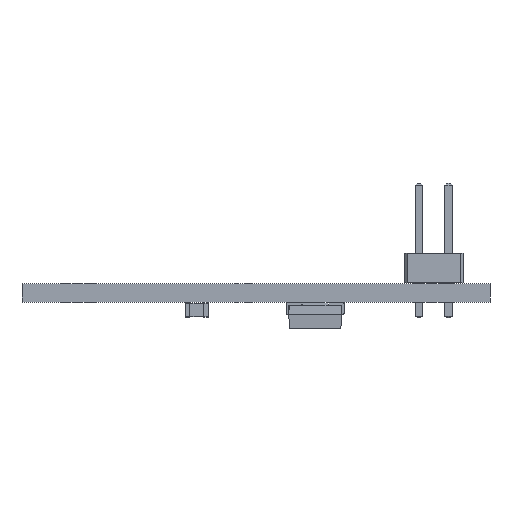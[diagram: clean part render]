
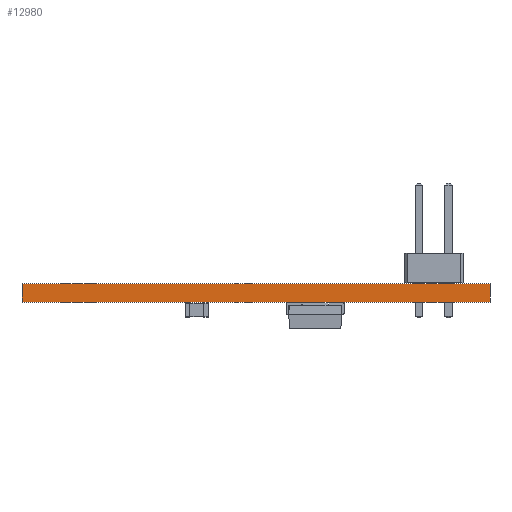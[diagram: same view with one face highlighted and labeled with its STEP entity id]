
A CAD part, front view. The second image highlights one B-rep face of the part: STEP entity #12980.
In plain terms, the highlighted planar face has unit normal (0, -1, 0).
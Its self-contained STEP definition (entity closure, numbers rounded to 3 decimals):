
#12980 = ADVANCED_FACE('',(#12981),#12995,.T.);
#12981 = FACE_BOUND('',#12982,.T.);
#12982 = EDGE_LOOP('',(#12983,#13018,#13046,#13074));
#12983 = ORIENTED_EDGE('',*,*,#12984,.T.);
#12984 = EDGE_CURVE('',#12985,#12987,#12989,.T.);
#12985 = VERTEX_POINT('',#12986);
#12986 = CARTESIAN_POINT('',(147.066,-116.586,0.));
#12987 = VERTEX_POINT('',#12988);
#12988 = CARTESIAN_POINT('',(147.066,-116.586,1.6));
#12989 = SURFACE_CURVE('',#12990,(#12994,#13006),.PCURVE_S1.);
#12990 = LINE('',#12991,#12992);
#12991 = CARTESIAN_POINT('',(147.066,-116.586,0.));
#12992 = VECTOR('',#12993,1.);
#12993 = DIRECTION('',(0.,0.,1.));
#12994 = PCURVE('',#12995,#13000);
#12995 = PLANE('',#12996);
#12996 = AXIS2_PLACEMENT_3D('',#12997,#12998,#12999);
#12997 = CARTESIAN_POINT('',(147.066,-116.586,0.));
#12998 = DIRECTION('',(0.,-1.,0.));
#12999 = DIRECTION('',(-1.,0.,0.));
#13000 = DEFINITIONAL_REPRESENTATION('',(#13001),#13005);
#13001 = LINE('',#13002,#13003);
#13002 = CARTESIAN_POINT('',(0.,-0.));
#13003 = VECTOR('',#13004,1.);
#13004 = DIRECTION('',(0.,-1.));
#13005 = ( GEOMETRIC_REPRESENTATION_CONTEXT(2) 
PARAMETRIC_REPRESENTATION_CONTEXT() REPRESENTATION_CONTEXT('2D SPACE',''
  ) );
#13006 = PCURVE('',#13007,#13012);
#13007 = PLANE('',#13008);
#13008 = AXIS2_PLACEMENT_3D('',#13009,#13010,#13011);
#13009 = CARTESIAN_POINT('',(147.066,-76.454,0.));
#13010 = DIRECTION('',(1.,0.,-0.));
#13011 = DIRECTION('',(0.,-1.,0.));
#13012 = DEFINITIONAL_REPRESENTATION('',(#13013),#13017);
#13013 = LINE('',#13014,#13015);
#13014 = CARTESIAN_POINT('',(40.132,0.));
#13015 = VECTOR('',#13016,1.);
#13016 = DIRECTION('',(0.,-1.));
#13017 = ( GEOMETRIC_REPRESENTATION_CONTEXT(2) 
PARAMETRIC_REPRESENTATION_CONTEXT() REPRESENTATION_CONTEXT('2D SPACE',''
  ) );
#13018 = ORIENTED_EDGE('',*,*,#13019,.T.);
#13019 = EDGE_CURVE('',#12987,#13020,#13022,.T.);
#13020 = VERTEX_POINT('',#13021);
#13021 = CARTESIAN_POINT('',(106.934,-116.586,1.6));
#13022 = SURFACE_CURVE('',#13023,(#13027,#13034),.PCURVE_S1.);
#13023 = LINE('',#13024,#13025);
#13024 = CARTESIAN_POINT('',(147.066,-116.586,1.6));
#13025 = VECTOR('',#13026,1.);
#13026 = DIRECTION('',(-1.,0.,0.));
#13027 = PCURVE('',#12995,#13028);
#13028 = DEFINITIONAL_REPRESENTATION('',(#13029),#13033);
#13029 = LINE('',#13030,#13031);
#13030 = CARTESIAN_POINT('',(0.,-1.6));
#13031 = VECTOR('',#13032,1.);
#13032 = DIRECTION('',(1.,0.));
#13033 = ( GEOMETRIC_REPRESENTATION_CONTEXT(2) 
PARAMETRIC_REPRESENTATION_CONTEXT() REPRESENTATION_CONTEXT('2D SPACE',''
  ) );
#13034 = PCURVE('',#13035,#13040);
#13035 = PLANE('',#13036);
#13036 = AXIS2_PLACEMENT_3D('',#13037,#13038,#13039);
#13037 = CARTESIAN_POINT('',(127.,-96.52,1.6));
#13038 = DIRECTION('',(-0.,-0.,-1.));
#13039 = DIRECTION('',(-1.,0.,0.));
#13040 = DEFINITIONAL_REPRESENTATION('',(#13041),#13045);
#13041 = LINE('',#13042,#13043);
#13042 = CARTESIAN_POINT('',(-20.066,-20.066));
#13043 = VECTOR('',#13044,1.);
#13044 = DIRECTION('',(1.,0.));
#13045 = ( GEOMETRIC_REPRESENTATION_CONTEXT(2) 
PARAMETRIC_REPRESENTATION_CONTEXT() REPRESENTATION_CONTEXT('2D SPACE',''
  ) );
#13046 = ORIENTED_EDGE('',*,*,#13047,.F.);
#13047 = EDGE_CURVE('',#13048,#13020,#13050,.T.);
#13048 = VERTEX_POINT('',#13049);
#13049 = CARTESIAN_POINT('',(106.934,-116.586,0.));
#13050 = SURFACE_CURVE('',#13051,(#13055,#13062),.PCURVE_S1.);
#13051 = LINE('',#13052,#13053);
#13052 = CARTESIAN_POINT('',(106.934,-116.586,0.));
#13053 = VECTOR('',#13054,1.);
#13054 = DIRECTION('',(0.,0.,1.));
#13055 = PCURVE('',#12995,#13056);
#13056 = DEFINITIONAL_REPRESENTATION('',(#13057),#13061);
#13057 = LINE('',#13058,#13059);
#13058 = CARTESIAN_POINT('',(40.132,0.));
#13059 = VECTOR('',#13060,1.);
#13060 = DIRECTION('',(0.,-1.));
#13061 = ( GEOMETRIC_REPRESENTATION_CONTEXT(2) 
PARAMETRIC_REPRESENTATION_CONTEXT() REPRESENTATION_CONTEXT('2D SPACE',''
  ) );
#13062 = PCURVE('',#13063,#13068);
#13063 = PLANE('',#13064);
#13064 = AXIS2_PLACEMENT_3D('',#13065,#13066,#13067);
#13065 = CARTESIAN_POINT('',(106.934,-116.586,0.));
#13066 = DIRECTION('',(-1.,0.,0.));
#13067 = DIRECTION('',(0.,1.,0.));
#13068 = DEFINITIONAL_REPRESENTATION('',(#13069),#13073);
#13069 = LINE('',#13070,#13071);
#13070 = CARTESIAN_POINT('',(0.,0.));
#13071 = VECTOR('',#13072,1.);
#13072 = DIRECTION('',(0.,-1.));
#13073 = ( GEOMETRIC_REPRESENTATION_CONTEXT(2) 
PARAMETRIC_REPRESENTATION_CONTEXT() REPRESENTATION_CONTEXT('2D SPACE',''
  ) );
#13074 = ORIENTED_EDGE('',*,*,#13075,.F.);
#13075 = EDGE_CURVE('',#12985,#13048,#13076,.T.);
#13076 = SURFACE_CURVE('',#13077,(#13081,#13088),.PCURVE_S1.);
#13077 = LINE('',#13078,#13079);
#13078 = CARTESIAN_POINT('',(147.066,-116.586,0.));
#13079 = VECTOR('',#13080,1.);
#13080 = DIRECTION('',(-1.,0.,0.));
#13081 = PCURVE('',#12995,#13082);
#13082 = DEFINITIONAL_REPRESENTATION('',(#13083),#13087);
#13083 = LINE('',#13084,#13085);
#13084 = CARTESIAN_POINT('',(0.,-0.));
#13085 = VECTOR('',#13086,1.);
#13086 = DIRECTION('',(1.,0.));
#13087 = ( GEOMETRIC_REPRESENTATION_CONTEXT(2) 
PARAMETRIC_REPRESENTATION_CONTEXT() REPRESENTATION_CONTEXT('2D SPACE',''
  ) );
#13088 = PCURVE('',#13089,#13094);
#13089 = PLANE('',#13090);
#13090 = AXIS2_PLACEMENT_3D('',#13091,#13092,#13093);
#13091 = CARTESIAN_POINT('',(127.,-96.52,0.));
#13092 = DIRECTION('',(-0.,-0.,-1.));
#13093 = DIRECTION('',(-1.,0.,0.));
#13094 = DEFINITIONAL_REPRESENTATION('',(#13095),#13099);
#13095 = LINE('',#13096,#13097);
#13096 = CARTESIAN_POINT('',(-20.066,-20.066));
#13097 = VECTOR('',#13098,1.);
#13098 = DIRECTION('',(1.,0.));
#13099 = ( GEOMETRIC_REPRESENTATION_CONTEXT(2) 
PARAMETRIC_REPRESENTATION_CONTEXT() REPRESENTATION_CONTEXT('2D SPACE',''
  ) );
